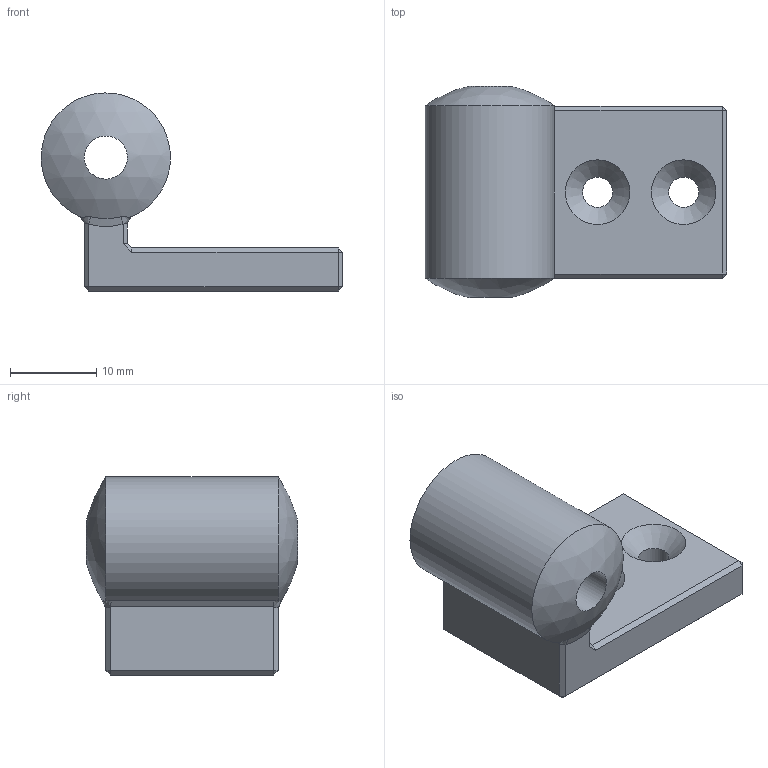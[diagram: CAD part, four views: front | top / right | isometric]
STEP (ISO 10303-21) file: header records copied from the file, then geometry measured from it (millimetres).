
FILE_DESCRIPTION(('Open CASCADE Model'),'2;1');
FILE_NAME('Open CASCADE Shape Model','2025-07-08T12:18:31',('Author'),( 'Open CASCADE'),'Open CASCADE STEP processor 7.7','Open CASCADE 7.7' ,'Unknown');
FILE_SCHEMA(('AUTOMOTIVE_DESIGN { 1 0 10303 214 1 1 1 1 }'));
Length unit declared in the file: millimetre
Products named in the file (1): Open CASCADE STEP translator 7.7 2431
Bounding box: 35 x 24.49 x 23 mm (x, y, z)
Volume: 6643.6 mm3; surface area: 3325.2 mm2
Topology: 1 solids, 1 shells, 47 faces, 107 edges, 56 vertices
Faces by surface type: plane 30, bspline 7, cylinder 4, cone 4, sphere 2
Full cylindrical faces by diameter (mm): 3.5 x2, 5 x1
Entity records: 6269 total; most frequent: CARTESIAN_POINT 4275, DIRECTION 331, LINE 229, VECTOR 229, ORIENTED_EDGE 202, PCURVE 202, DEFINITIONAL_REPRESENTATION 202, EDGE_CURVE 101
